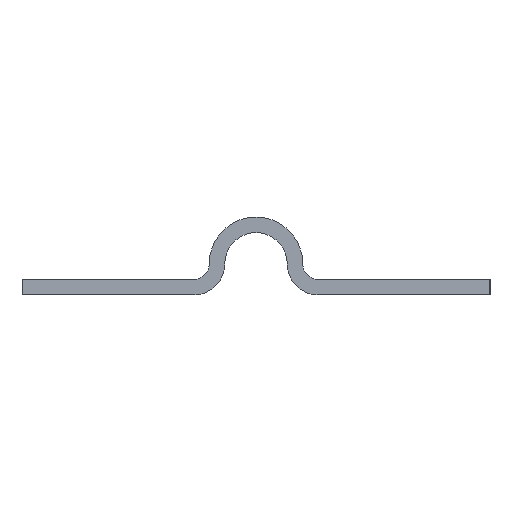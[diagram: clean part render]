
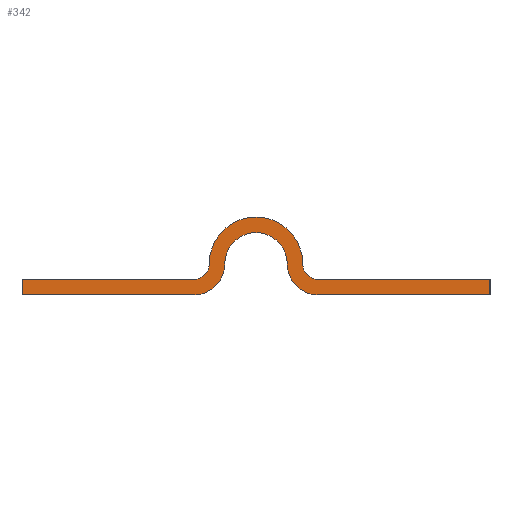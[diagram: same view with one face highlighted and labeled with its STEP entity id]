
A CAD part, left-side view. The second image highlights one B-rep face of the part: STEP entity #342.
In plain terms, the highlighted planar face has unit normal (-1, 0, 0).
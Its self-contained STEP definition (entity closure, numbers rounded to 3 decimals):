
#49=CARTESIAN_POINT('',(0.0,6.586,2.586));
#50=VERTEX_POINT('',#49);
#59=CARTESIAN_POINT('',(0.0,6.,4.));
#60=VERTEX_POINT('',#59);
#61=CARTESIAN_POINT('',(0.0,8.,4.));
#62=DIRECTION('',(-1.0,0.0,0.0));
#63=DIRECTION('',(0.0,-0.707,-0.707));
#64=AXIS2_PLACEMENT_3D('',#61,#62,#63);
#65=CIRCLE('',#64,2.0);
#66=EDGE_CURVE('',#50,#60,#65,.T.);
#91=CARTESIAN_POINT('',(0.0,-6.586,2.586));
#92=VERTEX_POINT('',#91);
#101=CARTESIAN_POINT('',(0.0,-8.,2.));
#102=VERTEX_POINT('',#101);
#103=CARTESIAN_POINT('',(0.0,-8.,4.));
#104=DIRECTION('',(-1.,0.0,0.0));
#105=DIRECTION('',(0.0,0.707,-0.707));
#106=AXIS2_PLACEMENT_3D('',#103,#104,#105);
#107=CIRCLE('',#106,2.0);
#108=EDGE_CURVE('',#92,#102,#107,.T.);
#133=CARTESIAN_POINT('',(0.0,5.172,1.172));
#134=VERTEX_POINT('',#133);
#143=CARTESIAN_POINT('',(0.0,8.,0.));
#144=VERTEX_POINT('',#143);
#145=CARTESIAN_POINT('',(0.0,8.,4.));
#146=DIRECTION('',(1.0,0.0,0.0));
#147=DIRECTION('',(0.0,-0.707,-0.707));
#148=AXIS2_PLACEMENT_3D('',#145,#146,#147);
#149=CIRCLE('',#148,4.0);
#150=EDGE_CURVE('',#134,#144,#149,.T.);
#175=CARTESIAN_POINT('',(0.0,-5.172,1.172));
#176=VERTEX_POINT('',#175);
#185=CARTESIAN_POINT('',(0.0,-4.,4.));
#186=VERTEX_POINT('',#185);
#187=CARTESIAN_POINT('',(0.0,-8.,4.));
#188=DIRECTION('',(1.0,0.0,0.0));
#189=DIRECTION('',(0.0,0.707,-0.707));
#190=AXIS2_PLACEMENT_3D('',#187,#188,#189);
#191=CIRCLE('',#190,4.0);
#192=EDGE_CURVE('',#176,#186,#191,.T.);
#227=CARTESIAN_POINT('',(0.0,-8.,0.));
#228=VERTEX_POINT('',#227);
#235=CARTESIAN_POINT('',(0.0,-8.,4.));
#236=DIRECTION('',(1.0,0.0,0.0));
#237=DIRECTION('',(0.0,0.707,-0.707));
#238=AXIS2_PLACEMENT_3D('',#235,#236,#237);
#239=CIRCLE('',#238,4.0);
#240=EDGE_CURVE('',#228,#176,#239,.T.);
#245=CARTESIAN_POINT('',(0.0,13.379,2.585));
#246=DIRECTION('',(1.0,0.0,0.0));
#247=DIRECTION('',(0.0,0.0,-1.0));
#248=AXIS2_PLACEMENT_3D('',#245,#246,#247);
#249=PLANE('',#248);
#250=ORIENTED_EDGE('',*,*,#240,.F.);
#251=CARTESIAN_POINT('',(0.0,-30.0,0.));
#252=VERTEX_POINT('',#251);
#253=CARTESIAN_POINT('',(0.0,-8.,0.));
#254=DIRECTION('',(0.0,-1.0,0.0));
#255=VECTOR('',#254,22.0);
#256=LINE('',#253,#255);
#257=EDGE_CURVE('',#228,#252,#256,.T.);
#258=ORIENTED_EDGE('',*,*,#257,.T.);
#259=CARTESIAN_POINT('',(0.0,-30.0,2.));
#260=VERTEX_POINT('',#259);
#261=CARTESIAN_POINT('',(0.0,-30.0,0.));
#262=DIRECTION('',(0.0,0.0,1.0));
#263=VECTOR('',#262,2.);
#264=LINE('',#261,#263);
#265=EDGE_CURVE('',#252,#260,#264,.T.);
#266=ORIENTED_EDGE('',*,*,#265,.T.);
#267=CARTESIAN_POINT('',(0.0,-30.0,2.));
#268=DIRECTION('',(0.0,1.0,0.0));
#269=VECTOR('',#268,22.0);
#270=LINE('',#267,#269);
#271=EDGE_CURVE('',#260,#102,#270,.T.);
#272=ORIENTED_EDGE('',*,*,#271,.T.);
#273=ORIENTED_EDGE('',*,*,#108,.F.);
#274=CARTESIAN_POINT('',(0.0,-6.,4.));
#275=VERTEX_POINT('',#274);
#276=CARTESIAN_POINT('',(0.0,-8.,4.));
#277=DIRECTION('',(-1.,0.0,0.0));
#278=DIRECTION('',(0.0,0.707,-0.707));
#279=AXIS2_PLACEMENT_3D('',#276,#277,#278);
#280=CIRCLE('',#279,2.0);
#281=EDGE_CURVE('',#275,#92,#280,.T.);
#282=ORIENTED_EDGE('',*,*,#281,.F.);
#283=CARTESIAN_POINT('',(0.0,0.0,4.0));
#284=DIRECTION('',(1.0,0.0,0.0));
#285=DIRECTION('',(0.0,1.0,0.0));
#286=AXIS2_PLACEMENT_3D('',#283,#284,#285);
#287=CIRCLE('',#286,6.0);
#288=EDGE_CURVE('',#60,#275,#287,.T.);
#289=ORIENTED_EDGE('',*,*,#288,.F.);
#290=ORIENTED_EDGE('',*,*,#66,.F.);
#291=CARTESIAN_POINT('',(0.0,8.,2.));
#292=VERTEX_POINT('',#291);
#293=CARTESIAN_POINT('',(0.0,8.,4.));
#294=DIRECTION('',(-1.0,0.0,0.0));
#295=DIRECTION('',(0.0,-0.707,-0.707));
#296=AXIS2_PLACEMENT_3D('',#293,#294,#295);
#297=CIRCLE('',#296,2.0);
#298=EDGE_CURVE('',#292,#50,#297,.T.);
#299=ORIENTED_EDGE('',*,*,#298,.F.);
#300=CARTESIAN_POINT('',(0.0,30.0,2.));
#301=VERTEX_POINT('',#300);
#302=CARTESIAN_POINT('',(0.0,30.0,2.));
#303=DIRECTION('',(0.0,-1.0,0.0));
#304=VECTOR('',#303,22.0);
#305=LINE('',#302,#304);
#306=EDGE_CURVE('',#301,#292,#305,.T.);
#307=ORIENTED_EDGE('',*,*,#306,.F.);
#308=CARTESIAN_POINT('',(0.0,30.0,0.));
#309=VERTEX_POINT('',#308);
#310=CARTESIAN_POINT('',(0.0,30.0,0.));
#311=DIRECTION('',(0.0,0.0,1.0));
#312=VECTOR('',#311,2.);
#313=LINE('',#310,#312);
#314=EDGE_CURVE('',#309,#301,#313,.T.);
#315=ORIENTED_EDGE('',*,*,#314,.F.);
#316=CARTESIAN_POINT('',(0.0,8.,0.));
#317=DIRECTION('',(0.0,1.0,0.0));
#318=VECTOR('',#317,22.);
#319=LINE('',#316,#318);
#320=EDGE_CURVE('',#144,#309,#319,.T.);
#321=ORIENTED_EDGE('',*,*,#320,.F.);
#322=ORIENTED_EDGE('',*,*,#150,.F.);
#323=CARTESIAN_POINT('',(0.0,4.,4.));
#324=VERTEX_POINT('',#323);
#325=CARTESIAN_POINT('',(0.0,8.,4.));
#326=DIRECTION('',(1.0,0.0,0.0));
#327=DIRECTION('',(0.0,-0.707,-0.707));
#328=AXIS2_PLACEMENT_3D('',#325,#326,#327);
#329=CIRCLE('',#328,4.0);
#330=EDGE_CURVE('',#324,#134,#329,.T.);
#331=ORIENTED_EDGE('',*,*,#330,.F.);
#332=CARTESIAN_POINT('',(0.0,0.0,4.0));
#333=DIRECTION('',(1.0,0.0,0.0));
#334=DIRECTION('',(0.0,1.0,0.0));
#335=AXIS2_PLACEMENT_3D('',#332,#333,#334);
#336=CIRCLE('',#335,4.);
#337=EDGE_CURVE('',#324,#186,#336,.T.);
#338=ORIENTED_EDGE('',*,*,#337,.T.);
#339=ORIENTED_EDGE('',*,*,#192,.F.);
#340=EDGE_LOOP('',(#250,#258,#266,#272,#273,#282,#289,#290,#299,#307,#315,#321,#322,#331,#338,#339));
#341=FACE_OUTER_BOUND('',#340,.T.);
#342=ADVANCED_FACE('',(#341),#249,.F.);
